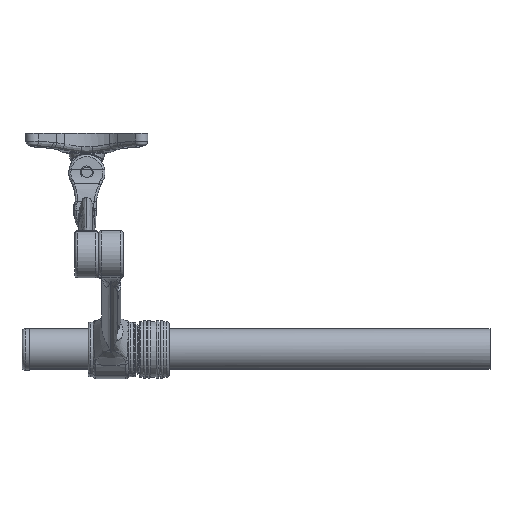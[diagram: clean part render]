
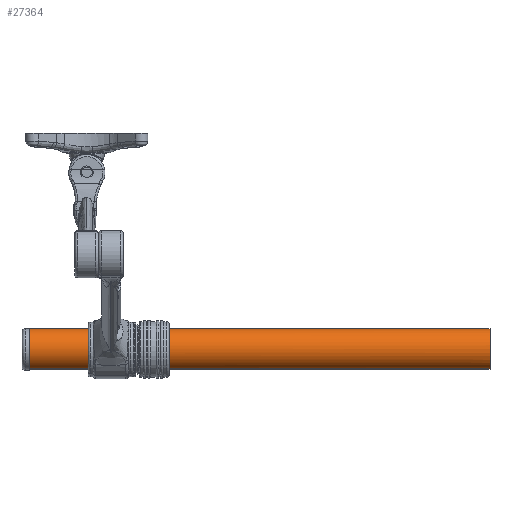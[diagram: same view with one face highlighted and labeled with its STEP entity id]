
A CAD part, left-side view. The second image highlights one B-rep face of the part: STEP entity #27364.
In plain terms, the highlighted cylindrical face has radius 19.494 mm (diameter 38.989 mm), a partial arc.
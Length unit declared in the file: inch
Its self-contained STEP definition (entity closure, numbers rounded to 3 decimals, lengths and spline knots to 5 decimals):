
#956 = AXIS2_PLACEMENT_3D ( 'NONE', #25741, #16131, #14972 ) ;
#1046 = CARTESIAN_POINT ( 'NONE',  ( 0.25674, 17., -0.72328 ) ) ;
#2964 = EDGE_CURVE ( 'NONE', #11045, #21209, #28404, .T. ) ;
#4310 = CARTESIAN_POINT ( 'NONE',  ( 0.25674, 0., -0.72328 ) ) ;
#5044 = FACE_OUTER_BOUND ( 'NONE', #15938, .T. ) ;
#5156 = EDGE_CURVE ( 'NONE', #16527, #11045, #7136, .T. ) ;
#6483 = DIRECTION ( 'NONE',  ( 0., -1., 0. ) ) ;
#6954 = ORIENTED_EDGE ( 'NONE', *, *, #2964, .F. ) ;
#7136 = CIRCLE ( 'NONE', #21676, 0.7675 ) ;
#7234 = CARTESIAN_POINT ( 'NONE',  ( 0., 0., 0. ) ) ;
#7329 = DIRECTION ( 'NONE',  ( 0., 0., 1. ) ) ;
#9267 = CARTESIAN_POINT ( 'NONE',  ( 0.25674, 17., -0.72328 ) ) ;
#10533 = EDGE_CURVE ( 'NONE', #23529, #21209, #28123, .T. ) ;
#11045 = VERTEX_POINT ( 'NONE', #9267 ) ;
#12181 = DIRECTION ( 'NONE',  ( 0., -1., 0. ) ) ;
#12541 = CARTESIAN_POINT ( 'NONE',  ( 0., 17., 0. ) ) ;
#13064 = CARTESIAN_POINT ( 'NONE',  ( -0.27705, 0., -0.71575 ) ) ;
#13136 = CARTESIAN_POINT ( 'NONE',  ( -0.27705, 17., -0.71575 ) ) ;
#13992 = VECTOR ( 'NONE', #6483, 39.37008 ) ;
#14031 = AXIS2_PLACEMENT_3D ( 'NONE', #7234, #14087, #7329 ) ;
#14087 = DIRECTION ( 'NONE',  ( 0., 1., 0. ) ) ;
#14972 = DIRECTION ( 'NONE',  ( 0., 0., -1. ) ) ;
#15210 = VECTOR ( 'NONE', #12181, 39.37008 ) ;
#15938 = EDGE_LOOP ( 'NONE', ( #19550, #6954, #24060, #26555 ) ) ;
#16131 = DIRECTION ( 'NONE',  ( 0., -1., 0. ) ) ;
#16527 = VERTEX_POINT ( 'NONE', #18533 ) ;
#17180 = DIRECTION ( 'NONE',  ( 0., 1., 0. ) ) ;
#18533 = CARTESIAN_POINT ( 'NONE',  ( -0.27705, 17., -0.71575 ) ) ;
#19550 = ORIENTED_EDGE ( 'NONE', *, *, #10533, .T. ) ;
#21209 = VERTEX_POINT ( 'NONE', #4310 ) ;
#21651 = CYLINDRICAL_SURFACE ( 'NONE', #956, 0.7675 ) ;
#21676 = AXIS2_PLACEMENT_3D ( 'NONE', #12541, #17180, #28042 ) ;
#22664 = LINE ( 'NONE', #13136, #13992 ) ;
#23529 = VERTEX_POINT ( 'NONE', #13064 ) ;
#24060 = ORIENTED_EDGE ( 'NONE', *, *, #5156, .F. ) ;
#25741 = CARTESIAN_POINT ( 'NONE',  ( 0., 17., 0. ) ) ;
#26555 = ORIENTED_EDGE ( 'NONE', *, *, #27532, .T. ) ;
#27364 = ADVANCED_FACE ( 'NONE', ( #5044 ), #21651, .T. ) ;
#27532 = EDGE_CURVE ( 'NONE', #16527, #23529, #22664, .T. ) ;
#28042 = DIRECTION ( 'NONE',  ( 0., 0., 1. ) ) ;
#28123 = CIRCLE ( 'NONE', #14031, 0.7675 ) ;
#28404 = LINE ( 'NONE', #1046, #15210 ) ;
